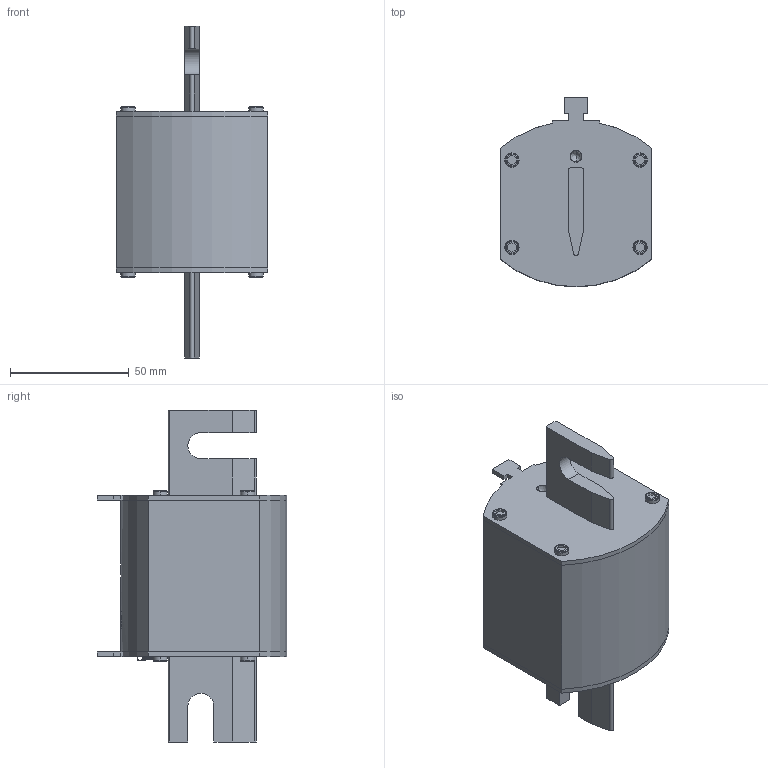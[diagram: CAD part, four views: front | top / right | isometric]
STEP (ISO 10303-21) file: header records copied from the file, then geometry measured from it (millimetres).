
FILE_DESCRIPTION((''),'2;1');
FILE_NAME('S3BAT110_800VDC_ASM','2019-08-23T',('marketing.praksa'),('Audax d.o.o.'),'CREO PARAMETRIC BY PTC INC, 2017480','CREO PARAMETRIC BY PTC INC, 2017480','');
FILE_SCHEMA(('AUTOMOTIVE_DESIGN { 1 0 10303 214 1 1 1 1 }'));
Length unit declared in the file: millimetre
Products named in the file (20): 1B7; 1BB_1; 1C3; 1E5-189; 1E5-190; 1E5-191; 1E5-192; 1F6; 1FA; 200-195; 200-196; 200-197; 200-198; 222; 245; 419-201; 419-202; 419-203; PRODUCT_1_ASM; S3BAT110_800VDC_ASM
Assembly tree (19 placements, depth 3):
  S3BAT110_800VDC_ASM
    PRODUCT_1_ASM
      1B7
      1BB_1
      1C3
      1E5-189
      1E5-190
      1E5-191
      1E5-192
      1F6
      1FA
      200-195
      200-196
      200-197
      200-198
      222
      245
      419-201
      419-202
      419-203
Bounding box: 64 x 80 x 140 mm (x, y, z)
Volume: 284747.1 mm3; surface area: 49447 mm2
Topology: 18 solids, 18 shells, 349 faces, 941 edges, 637 vertices
Faces by surface type: plane 212, cylinder 103, torus 32, bspline 2
Entity records: 17292 total; most frequent: CARTESIAN_POINT 2712, ORIENTED_EDGE 1878, DIRECTION 1811, PRESENTATION_STYLE_ASSIGNMENT 957, STYLED_ITEM 957, CURVE_STYLE 939, EDGE_CURVE 939, VERTEX_POINT 637
